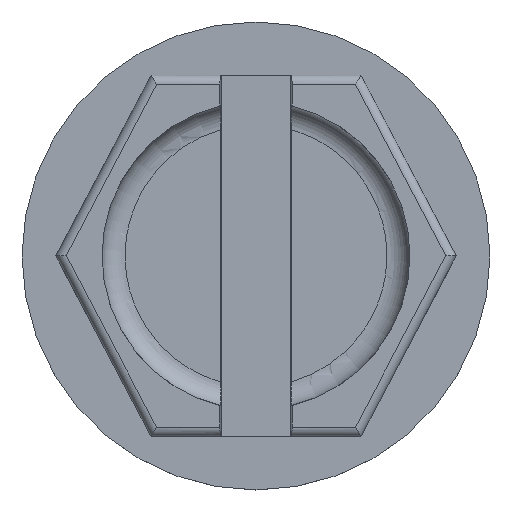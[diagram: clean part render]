
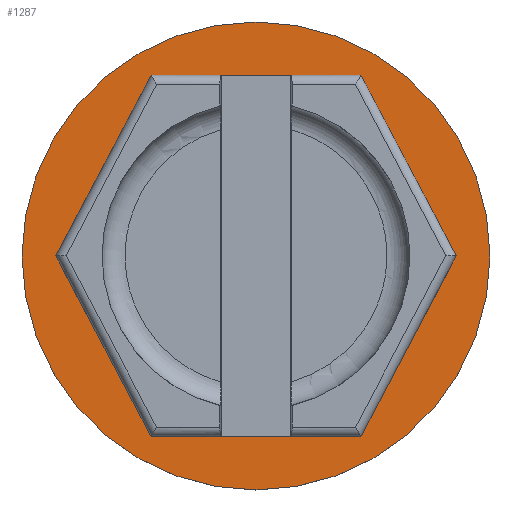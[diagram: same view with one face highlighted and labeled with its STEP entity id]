
A CAD part, top view. The second image highlights one B-rep face of the part: STEP entity #1287.
In plain terms, the highlighted planar face has unit normal (0, 0, 1).
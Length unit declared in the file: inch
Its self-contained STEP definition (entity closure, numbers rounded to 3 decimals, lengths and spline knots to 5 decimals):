
#1 = ORIENTED_EDGE ( 'NONE', *, *, #1597, .T. ) ;
#3 = AXIS2_PLACEMENT_3D ( 'NONE', #1231, #446, #1210 ) ;
#56 = CARTESIAN_POINT ( 'NONE',  ( 0.84366, 0.72427, -0.55153 ) ) ;
#83 = EDGE_CURVE ( 'NONE', #687, #1361, #351, .T. ) ;
#123 = EDGE_CURVE ( 'NONE', #1076, #436, #1373, .T. ) ;
#132 = VECTOR ( 'NONE', #249, 39.37008 ) ;
#178 = VECTOR ( 'NONE', #214, 39.37008 ) ;
#182 = VERTEX_POINT ( 'NONE', #628 ) ;
#200 = DIRECTION ( 'NONE',  ( 0., 0., -1. ) ) ;
#214 = DIRECTION ( 'NONE',  ( -0.466, 0.885, 0. ) ) ;
#232 = EDGE_LOOP ( 'NONE', ( #903 ) ) ;
#233 = DIRECTION ( 'NONE',  ( 1., 0., 0. ) ) ;
#248 = LINE ( 'NONE', #1456, #1643 ) ;
#249 = DIRECTION ( 'NONE',  ( 1., 0., 0. ) ) ;
#251 = CARTESIAN_POINT ( 'NONE',  ( 0.93317, 1.03227, -0.55153 ) ) ;
#280 = ORIENTED_EDGE ( 'NONE', *, *, #123, .T. ) ;
#334 = LINE ( 'NONE', #890, #515 ) ;
#351 = LINE ( 'NONE', #56, #178 ) ;
#383 = LINE ( 'NONE', #1144, #441 ) ;
#413 = ORIENTED_EDGE ( 'NONE', *, *, #1389, .T. ) ;
#436 = VERTEX_POINT ( 'NONE', #502 ) ;
#441 = VECTOR ( 'NONE', #1146, 39.37008 ) ;
#446 = DIRECTION ( 'NONE',  ( 0., 0., 1. ) ) ;
#502 = CARTESIAN_POINT ( 'NONE',  ( 1.02269, 1.03227, -0.55153 ) ) ;
#515 = VECTOR ( 'NONE', #1053, 39.37008 ) ;
#555 = AXIS2_PLACEMENT_3D ( 'NONE', #1229, #200, #233 ) ;
#587 = VERTEX_POINT ( 'NONE', #688 ) ;
#628 = CARTESIAN_POINT ( 'NONE',  ( 1.13268, 0.87827, -0.55153 ) ) ;
#651 = ORIENTED_EDGE ( 'NONE', *, *, #778, .T. ) ;
#687 = VERTEX_POINT ( 'NONE', #749 ) ;
#688 = CARTESIAN_POINT ( 'NONE',  ( 1.02269, 0.72427, -0.55153 ) ) ;
#698 = ORIENTED_EDGE ( 'NONE', *, *, #83, .T. ) ;
#749 = CARTESIAN_POINT ( 'NONE',  ( 0.84366, 0.72427, -0.55153 ) ) ;
#765 = FACE_OUTER_BOUND ( 'NONE', #232, .T. ) ;
#778 = EDGE_CURVE ( 'NONE', #436, #1427, #954, .T. ) ;
#785 = DIRECTION ( 'NONE',  ( 0.466, -0.885, 0. ) ) ;
#786 = CARTESIAN_POINT ( 'NONE',  ( 1.02269, 1.03227, -0.55153 ) ) ;
#796 = CARTESIAN_POINT ( 'NONE',  ( 0.84366, 1.03227, -0.55153 ) ) ;
#818 = ORIENTED_EDGE ( 'NONE', *, *, #1290, .T. ) ;
#849 = FACE_BOUND ( 'NONE', #1425, .T. ) ;
#890 = CARTESIAN_POINT ( 'NONE',  ( 1.10384, 0.87827, -0.55153 ) ) ;
#903 = ORIENTED_EDGE ( 'NONE', *, *, #1574, .F. ) ;
#954 = LINE ( 'NONE', #786, #1205 ) ;
#1053 = DIRECTION ( 'NONE',  ( -0.466, -0.885, 0. ) ) ;
#1076 = VERTEX_POINT ( 'NONE', #796 ) ;
#1114 = PLANE ( 'NONE',  #3 ) ;
#1144 = CARTESIAN_POINT ( 'NONE',  ( 0.93317, 0.72427, -0.55153 ) ) ;
#1146 = DIRECTION ( 'NONE',  ( -1., 0., 0. ) ) ;
#1205 = VECTOR ( 'NONE', #785, 39.37008 ) ;
#1210 = DIRECTION ( 'NONE',  ( 1., 0., 0. ) ) ;
#1229 = CARTESIAN_POINT ( 'NONE',  ( 0.93317, 0.87827, -0.55153 ) ) ;
#1231 = CARTESIAN_POINT ( 'NONE',  ( 0.93317, 0.87827, -0.55153 ) ) ;
#1287 = ADVANCED_FACE ( 'NONE', ( #765, #849 ), #1114, .T. ) ;
#1290 = EDGE_CURVE ( 'NONE', #587, #687, #383, .T. ) ;
#1308 = CARTESIAN_POINT ( 'NONE',  ( 0.76251, 0.87827, -0.55153 ) ) ;
#1361 = VERTEX_POINT ( 'NONE', #1308 ) ;
#1373 = LINE ( 'NONE', #251, #132 ) ;
#1389 = EDGE_CURVE ( 'NONE', #1361, #1076, #248, .T. ) ;
#1415 = DIRECTION ( 'NONE',  ( 0.466, 0.885, 0. ) ) ;
#1425 = EDGE_LOOP ( 'NONE', ( #413, #280, #651, #1, #818, #698 ) ) ;
#1427 = VERTEX_POINT ( 'NONE', #1489 ) ;
#1456 = CARTESIAN_POINT ( 'NONE',  ( 0.76251, 0.87827, -0.55153 ) ) ;
#1489 = CARTESIAN_POINT ( 'NONE',  ( 1.10384, 0.87827, -0.55153 ) ) ;
#1574 = EDGE_CURVE ( 'NONE', #182, #182, #1644, .T. ) ;
#1597 = EDGE_CURVE ( 'NONE', #1427, #587, #334, .T. ) ;
#1643 = VECTOR ( 'NONE', #1415, 39.37008 ) ;
#1644 = CIRCLE ( 'NONE', #555, 0.19951 ) ;
